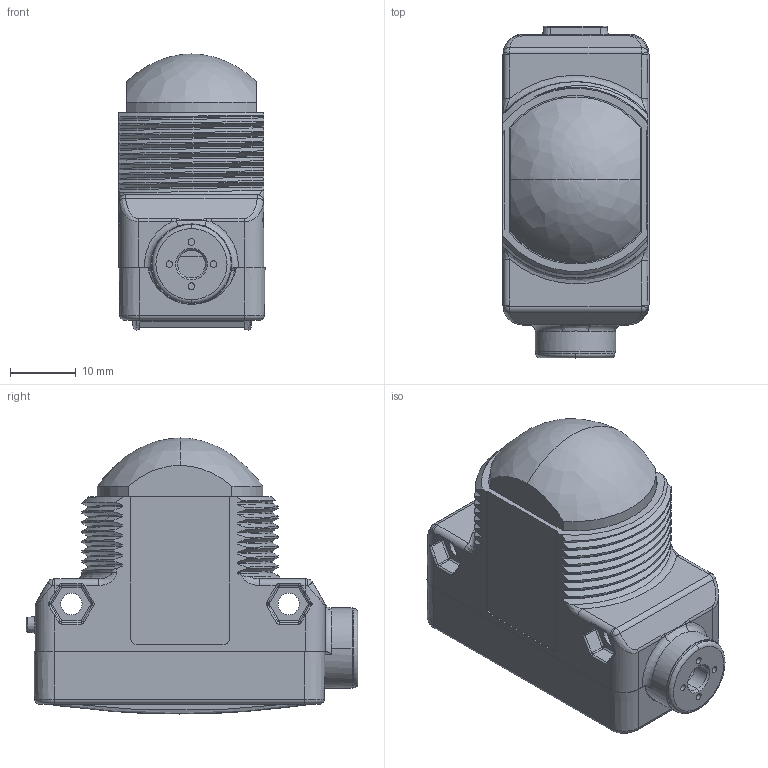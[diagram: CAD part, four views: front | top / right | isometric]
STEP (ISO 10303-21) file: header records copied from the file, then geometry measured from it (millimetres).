
FILE_DESCRIPTION((''),'2;1');
FILE_NAME('140598_SW','2008-06-02T',('banengservice'),('BANNER ENGINEERING'),'PRO/ENGINEER BY PARAMETRIC TECHNOLOGY CORPORATION, 2006170','PRO/ENGINEER BY PARAMETRIC TECHNOLOGY CORPORATION, 2006170','');
FILE_SCHEMA(('CONFIG_CONTROL_DESIGN'));
Products named in the file (1): 140598_SW
Bounding box: 22.17 x 50.38 x 41.9 mm (x, y, z)
Volume: 14480.7 mm3; surface area: 14337 mm2
Topology: 1 solids, 1 shells, 1143 faces, 2778 edges, 1656 vertices
Faces by surface type: cylinder 361, bspline 322, plane 230, cone 91, torus 89, sphere 48, revolution 2
Entity records: 55217 total; most frequent: CARTESIAN_POINT 31030, ORIENTED_EDGE 5544, DIRECTION 4349, EDGE_CURVE 2772, AXIS2_PLACEMENT_3D 1715, VERTEX_POINT 1656, EDGE_LOOP 1186, FACE_OUTER_BOUND 1143
